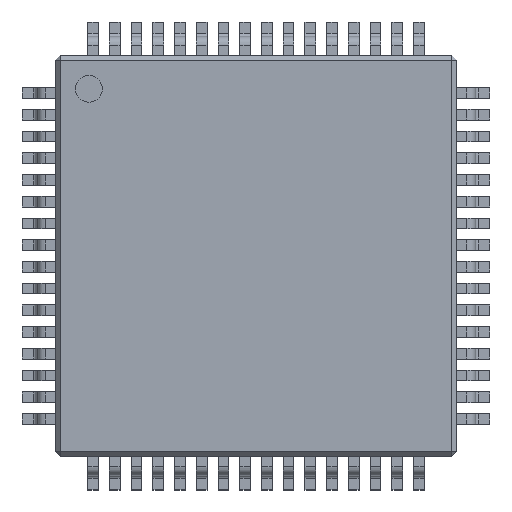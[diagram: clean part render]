
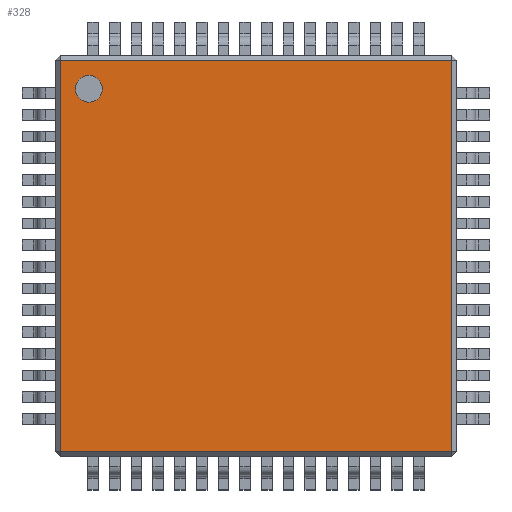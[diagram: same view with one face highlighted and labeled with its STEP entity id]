
A CAD part, top view. The second image highlights one B-rep face of the part: STEP entity #328.
In plain terms, the highlighted planar face has unit normal (0, 0, 1).
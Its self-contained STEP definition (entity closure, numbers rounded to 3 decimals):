
#13=DIRECTION('',(0.,0.,1.));
#14=DIRECTION('',(1.,0.,0.));
#128=VECTOR('',#129,1.);
#129=DIRECTION('',(0.,1.,0.));
#202=VERTEX_POINT('',#203);
#203=CARTESIAN_POINT('',(-5.85,-5.85,1.));
#211=VERTEX_POINT('',#212);
#212=CARTESIAN_POINT('',(-5.85,5.85,1.));
#217=ORIENTED_EDGE('',*,*,#218,.F.);
#218=EDGE_CURVE('',#202,#211,#219,.T.);
#219=LINE('',#220,#128);
#220=CARTESIAN_POINT('',(-5.85,-6.,1.));
#286=VECTOR('',#14,1.);
#328=ADVANCED_FACE('',(#329,#347),#356,.T.);
#329=FACE_BOUND('',#330,.T.);
#330=EDGE_LOOP('',(#217,#331,#337,#343));
#331=ORIENTED_EDGE('',*,*,#332,.T.);
#332=EDGE_CURVE('',#202,#333,#335,.T.);
#333=VERTEX_POINT('',#334);
#334=CARTESIAN_POINT('',(5.85,-5.85,1.));
#335=LINE('',#336,#286);
#336=CARTESIAN_POINT('',(-6.,-5.85,1.));
#337=ORIENTED_EDGE('',*,*,#338,.T.);
#338=EDGE_CURVE('',#333,#339,#341,.T.);
#339=VERTEX_POINT('',#340);
#340=CARTESIAN_POINT('',(5.85,5.85,1.));
#341=LINE('',#342,#128);
#342=CARTESIAN_POINT('',(5.85,-6.,1.));
#343=ORIENTED_EDGE('',*,*,#344,.F.);
#344=EDGE_CURVE('',#211,#339,#345,.T.);
#345=LINE('',#346,#286);
#346=CARTESIAN_POINT('',(-6.,5.85,1.));
#347=FACE_BOUND('',#348,.T.);
#348=EDGE_LOOP('',(#349));
#349=ORIENTED_EDGE('',*,*,#350,.F.);
#350=EDGE_CURVE('',#351,#351,#353,.T.);
#351=VERTEX_POINT('',#352);
#352=CARTESIAN_POINT('',(-4.6,5.,1.));
#353=CIRCLE('',#354,0.4);
#354=AXIS2_PLACEMENT_3D('',#355,#13,#14);
#355=CARTESIAN_POINT('',(-5.,5.,1.));
#356=PLANE('',#357);
#357=AXIS2_PLACEMENT_3D('',#358,#13,#14);
#358=CARTESIAN_POINT('',(-6.,-6.,1.));
